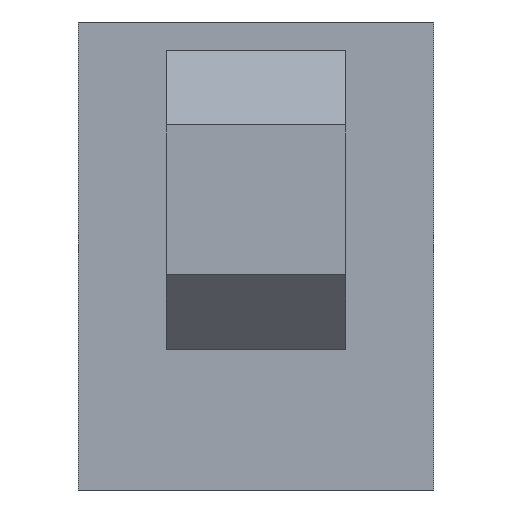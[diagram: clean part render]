
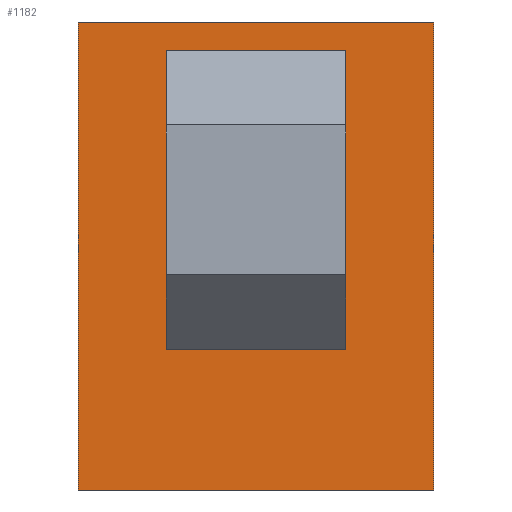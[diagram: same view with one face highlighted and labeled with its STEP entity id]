
A CAD part, front view. The second image highlights one B-rep face of the part: STEP entity #1182.
In plain terms, the highlighted planar face has unit normal (0, -1, 0).
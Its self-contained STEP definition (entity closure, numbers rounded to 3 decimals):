
#13 = DIRECTION ( 'NONE',  ( 0., 0., -1. ) ) ;
#44 = VECTOR ( 'NONE', #13, 1000. ) ;
#53 = DIRECTION ( 'NONE',  ( 0., 1., 0. ) ) ;
#68 = CARTESIAN_POINT ( 'NONE',  ( -0.45, 0., -14.35 ) ) ;
#123 = CARTESIAN_POINT ( 'NONE',  ( 4.4, 0., -9.5 ) ) ;
#129 = VECTOR ( 'NONE', #731, 1000. ) ;
#157 = VECTOR ( 'NONE', #1620, 1000. ) ;
#182 = LINE ( 'NONE', #336, #1872 ) ;
#251 = AXIS2_PLACEMENT_3D ( 'NONE', #1899, #886, #2056 ) ;
#315 = VECTOR ( 'NONE', #1603, 1000. ) ;
#336 = CARTESIAN_POINT ( 'NONE',  ( 9.5, 0., -25. ) ) ;
#473 = DIRECTION ( 'NONE',  ( -1., 0., 0. ) ) ;
#476 = FACE_OUTER_BOUND ( 'NONE', #881, .T. ) ;
#484 = DIRECTION ( 'NONE',  ( 0., 0., -1. ) ) ;
#493 = EDGE_CURVE ( 'NONE', #1043, #1004, #802, .T. ) ;
#517 = VERTEX_POINT ( 'NONE', #123 ) ;
#566 = CARTESIAN_POINT ( 'NONE',  ( -9.5, 0., -25. ) ) ;
#573 = CARTESIAN_POINT ( 'NONE',  ( -9.5, 0., -14.35 ) ) ;
#585 = CARTESIAN_POINT ( 'NONE',  ( -9.5, 0., -4.65 ) ) ;
#596 = VECTOR ( 'NONE', #1753, 1000. ) ;
#619 = VERTEX_POINT ( 'NONE', #1749 ) ;
#678 = VERTEX_POINT ( 'NONE', #892 ) ;
#685 = CARTESIAN_POINT ( 'NONE',  ( -9.5, 0., 0. ) ) ;
#700 = VECTOR ( 'NONE', #473, 1000. ) ;
#718 = PLANE ( 'NONE',  #251 ) ;
#731 = DIRECTION ( 'NONE',  ( 1., 0., 0. ) ) ;
#802 = LINE ( 'NONE', #573, #700 ) ;
#803 = VERTEX_POINT ( 'NONE', #1561 ) ;
#814 = EDGE_CURVE ( 'NONE', #1004, #619, #1306, .T. ) ;
#824 = DIRECTION ( 'NONE',  ( 0., 1., 0. ) ) ;
#832 = VERTEX_POINT ( 'NONE', #685 ) ;
#881 = EDGE_LOOP ( 'NONE', ( #1589, #1665, #1700, #1792 ) ) ;
#886 = DIRECTION ( 'NONE',  ( 0., -1., 0. ) ) ;
#892 = CARTESIAN_POINT ( 'NONE',  ( -9.5, 0., -25. ) ) ;
#928 = CIRCLE ( 'NONE', #1260, 4.85 ) ;
#981 = VERTEX_POINT ( 'NONE', #1516 ) ;
#989 = EDGE_CURVE ( 'NONE', #619, #1001, #1342, .T. ) ;
#1001 = VERTEX_POINT ( 'NONE', #1347 ) ;
#1004 = VERTEX_POINT ( 'NONE', #1847 ) ;
#1010 = CARTESIAN_POINT ( 'NONE',  ( 0.45, 0., -9.5 ) ) ;
#1043 = VERTEX_POINT ( 'NONE', #68 ) ;
#1095 = CARTESIAN_POINT ( 'NONE',  ( 4.4, 0., -25. ) ) ;
#1148 = FACE_BOUND ( 'NONE', #2020, .T. ) ;
#1151 = EDGE_CURVE ( 'NONE', #678, #1426, #1825, .T. ) ;
#1153 = LINE ( 'NONE', #1095, #315 ) ;
#1168 = DIRECTION ( 'NONE',  ( 0., 0., 1. ) ) ;
#1182 = ADVANCED_FACE ( 'NONE', ( #1148, #476 ), #718, .T. ) ;
#1231 = DIRECTION ( 'NONE',  ( 0., 0., 1. ) ) ;
#1260 = AXIS2_PLACEMENT_3D ( 'NONE', #1821, #824, #1992 ) ;
#1275 = CARTESIAN_POINT ( 'NONE',  ( -9.5, 0., 0. ) ) ;
#1293 = CARTESIAN_POINT ( 'NONE',  ( -9.5, 0., -25. ) ) ;
#1306 = LINE ( 'NONE', #1368, #1310 ) ;
#1310 = VECTOR ( 'NONE', #1231, 1000. ) ;
#1326 = LINE ( 'NONE', #1293, #44 ) ;
#1342 = CIRCLE ( 'NONE', #1595, 4.85 ) ;
#1347 = CARTESIAN_POINT ( 'NONE',  ( 0.45, 0., -4.65 ) ) ;
#1368 = CARTESIAN_POINT ( 'NONE',  ( -4.4, 0., -25. ) ) ;
#1389 = ORIENTED_EDGE ( 'NONE', *, *, #814, .T. ) ;
#1399 = LINE ( 'NONE', #1275, #157 ) ;
#1426 = VERTEX_POINT ( 'NONE', #1631 ) ;
#1459 = ORIENTED_EDGE ( 'NONE', *, *, #989, .T. ) ;
#1488 = ORIENTED_EDGE ( 'NONE', *, *, #1928, .T. ) ;
#1510 = ORIENTED_EDGE ( 'NONE', *, *, #2000, .T. ) ;
#1516 = CARTESIAN_POINT ( 'NONE',  ( 4.4, 0., -4.65 ) ) ;
#1556 = ORIENTED_EDGE ( 'NONE', *, *, #2090, .T. ) ;
#1557 = ORIENTED_EDGE ( 'NONE', *, *, #493, .T. ) ;
#1561 = CARTESIAN_POINT ( 'NONE',  ( 9.5, 0., 0. ) ) ;
#1589 = ORIENTED_EDGE ( 'NONE', *, *, #1151, .T. ) ;
#1595 = AXIS2_PLACEMENT_3D ( 'NONE', #1010, #53, #1168 ) ;
#1603 = DIRECTION ( 'NONE',  ( 0., 0., -1. ) ) ;
#1620 = DIRECTION ( 'NONE',  ( -1., 0., 0. ) ) ;
#1631 = CARTESIAN_POINT ( 'NONE',  ( 9.5, 0., -25. ) ) ;
#1665 = ORIENTED_EDGE ( 'NONE', *, *, #2073, .F. ) ;
#1700 = ORIENTED_EDGE ( 'NONE', *, *, #2005, .T. ) ;
#1749 = CARTESIAN_POINT ( 'NONE',  ( -4.4, 0., -9.5 ) ) ;
#1753 = DIRECTION ( 'NONE',  ( 1., 0., 0. ) ) ;
#1792 = ORIENTED_EDGE ( 'NONE', *, *, #1817, .T. ) ;
#1817 = EDGE_CURVE ( 'NONE', #832, #678, #1326, .T. ) ;
#1821 = CARTESIAN_POINT ( 'NONE',  ( -0.45, 0., -9.5 ) ) ;
#1825 = LINE ( 'NONE', #566, #129 ) ;
#1847 = CARTESIAN_POINT ( 'NONE',  ( -4.4, 0., -14.35 ) ) ;
#1872 = VECTOR ( 'NONE', #484, 1000. ) ;
#1874 = LINE ( 'NONE', #585, #596 ) ;
#1899 = CARTESIAN_POINT ( 'NONE',  ( -9.5, 0., -25. ) ) ;
#1928 = EDGE_CURVE ( 'NONE', #1001, #981, #1874, .T. ) ;
#1992 = DIRECTION ( 'NONE',  ( 0., 0., 1. ) ) ;
#2000 = EDGE_CURVE ( 'NONE', #981, #517, #1153, .T. ) ;
#2005 = EDGE_CURVE ( 'NONE', #803, #832, #1399, .T. ) ;
#2020 = EDGE_LOOP ( 'NONE', ( #1389, #1459, #1488, #1510, #1556, #1557 ) ) ;
#2056 = DIRECTION ( 'NONE',  ( 0., 0., -1. ) ) ;
#2073 = EDGE_CURVE ( 'NONE', #803, #1426, #182, .T. ) ;
#2090 = EDGE_CURVE ( 'NONE', #517, #1043, #928, .T. ) ;
